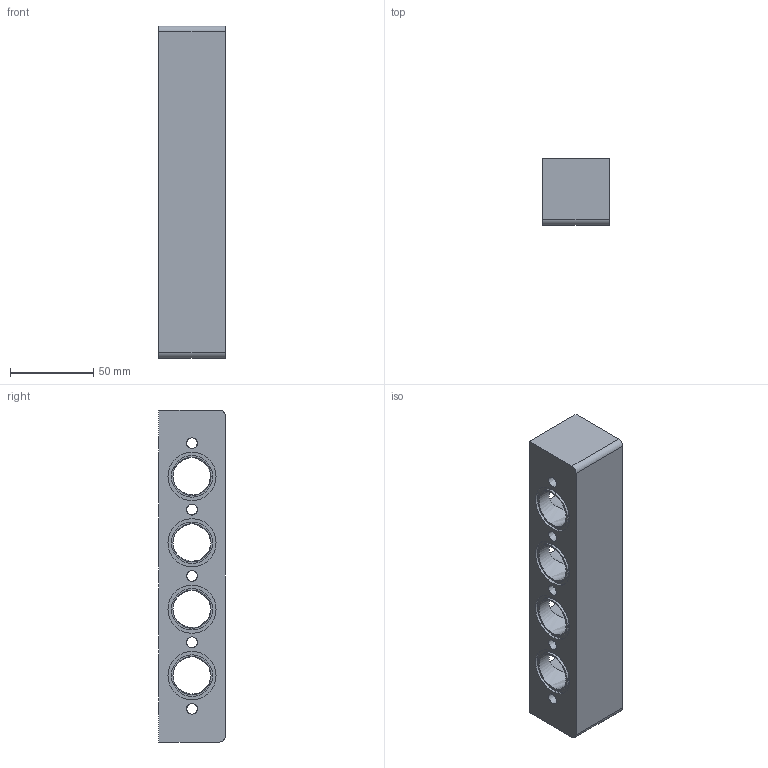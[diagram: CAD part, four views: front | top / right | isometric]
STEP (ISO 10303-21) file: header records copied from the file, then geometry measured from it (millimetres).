
FILE_DESCRIPTION((''),'2;1');
FILE_NAME('SD0165N.stp','2009-08-10T15:19:27',('teddy iii'),(''),'Autodesk Inventor 11','Autodesk Inventor 11','');
FILE_SCHEMA(('AUTOMOTIVE_DESIGN { 1 0 10303 214 1 1 1 1 }'));
Length unit declared in the file: millimetre
Products named in the file (1): SD0165N
Bounding box: 40 x 40 x 200 mm (x, y, z)
Volume: 223246.2 mm3; surface area: 51584 mm2
Topology: 1 solids, 1 shells, 94 faces, 207 edges, 130 vertices
Faces by surface type: bspline 38, plane 30, cylinder 26
Full cylindrical faces by diameter (mm): 25 x12, 29 x12
Entity records: 3120 total; most frequent: CARTESIAN_POINT 1268, DIRECTION 370, ORIENTED_EDGE 294, EDGE_LOOP 200, AXIS2_PLACEMENT_3D 178, EDGE_CURVE 147, VERTEX_POINT 125, FACE_BOUND 106
